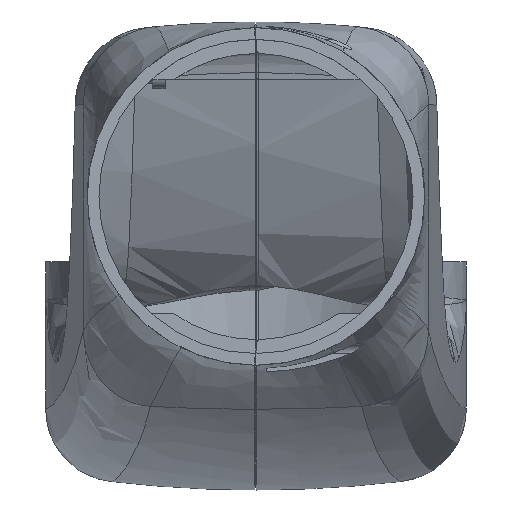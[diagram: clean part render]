
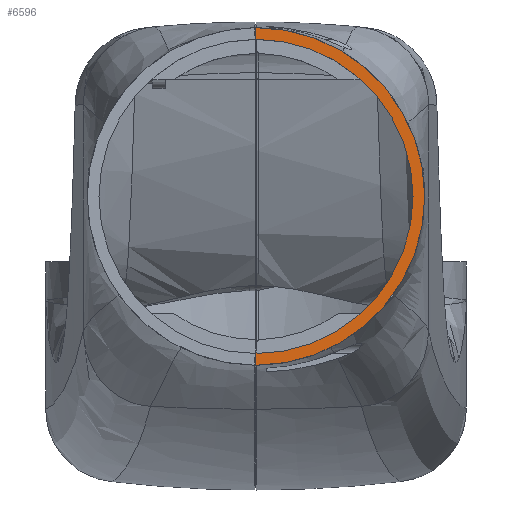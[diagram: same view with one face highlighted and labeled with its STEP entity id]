
A CAD part, top view. The second image highlights one B-rep face of the part: STEP entity #6596.
In plain terms, the highlighted face is planar.
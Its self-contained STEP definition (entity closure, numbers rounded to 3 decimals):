
#224=PLANE('',#7046);
#886=FACE_OUTER_BOUND('',#1264,.T.);
#1264=EDGE_LOOP('',(#5137,#5138,#5139,#5140));
#1659=LINE('',#15223,#2029);
#1660=LINE('',#15225,#2030);
#2029=VECTOR('',#8025,4.5);
#2030=VECTOR('',#8028,4.5);
#2372=CIRCLE('',#7036,60.5);
#2374=CIRCLE('',#7039,65.);
#2839=VERTEX_POINT('',#15195);
#2840=VERTEX_POINT('',#15197);
#2843=VERTEX_POINT('',#15204);
#2844=VERTEX_POINT('',#15206);
#3670=EDGE_CURVE('',#2839,#2840,#2372,.T.);
#3674=EDGE_CURVE('',#2843,#2844,#2374,.T.);
#3683=EDGE_CURVE('',#2840,#2843,#1659,.T.);
#3684=EDGE_CURVE('',#2844,#2839,#1660,.T.);
#5137=ORIENTED_EDGE('',*,*,#3670,.F.);
#5138=ORIENTED_EDGE('',*,*,#3684,.F.);
#5139=ORIENTED_EDGE('',*,*,#3674,.F.);
#5140=ORIENTED_EDGE('',*,*,#3683,.F.);
#6596=ADVANCED_FACE('',(#886),#224,.T.);
#7036=AXIS2_PLACEMENT_3D('',#15198,#7999,#8000);
#7039=AXIS2_PLACEMENT_3D('',#15207,#8007,#8008);
#7046=AXIS2_PLACEMENT_3D('',#15227,#8030,#8031);
#7999=DIRECTION('center_axis',(0.,1.,0.));
#8000=DIRECTION('ref_axis',(1.,0.,0.));
#8007=DIRECTION('center_axis',(0.,-1.,0.));
#8008=DIRECTION('ref_axis',(1.,0.,0.));
#8025=DIRECTION('',(0.,0.,1.));
#8028=DIRECTION('',(0.,0.,1.));
#8030=DIRECTION('center_axis',(0.,1.,0.));
#8031=DIRECTION('ref_axis',(0.,0.,1.));
#15195=CARTESIAN_POINT('',(32.5,4.,-60.5));
#15197=CARTESIAN_POINT('',(32.5,4.,60.5));
#15198=CARTESIAN_POINT('Origin',(32.5,4.,0.));
#15204=CARTESIAN_POINT('',(32.5,4.,65.));
#15206=CARTESIAN_POINT('',(32.5,4.,-65.));
#15207=CARTESIAN_POINT('Origin',(32.5,4.,0.));
#15223=CARTESIAN_POINT('',(32.5,4.,60.5));
#15225=CARTESIAN_POINT('',(32.5,4.,-65.));
#15227=CARTESIAN_POINT('Origin',(-2.759,4.,0.));
